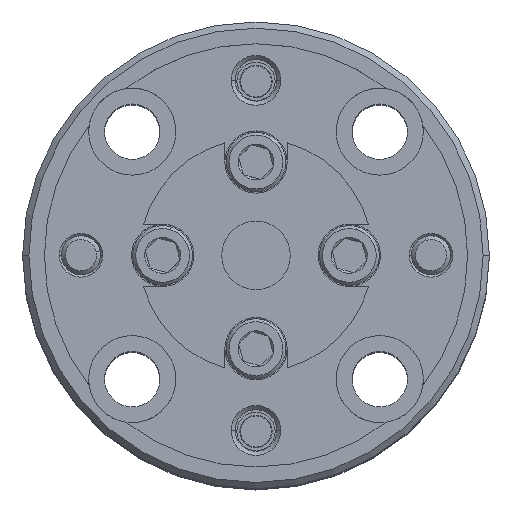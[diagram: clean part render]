
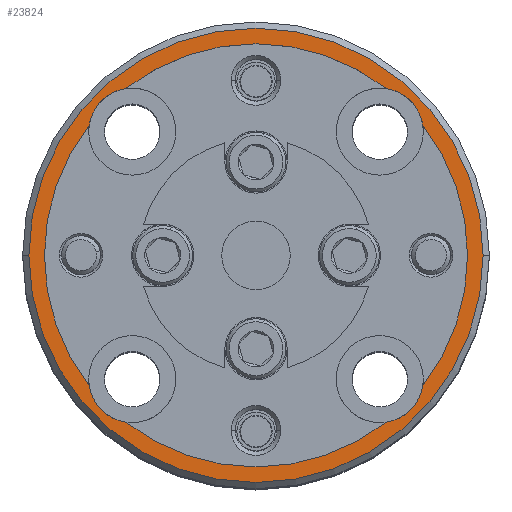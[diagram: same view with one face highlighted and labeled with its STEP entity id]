
A CAD part, top view. The second image highlights one B-rep face of the part: STEP entity #23824.
In plain terms, the highlighted planar face has unit normal (0, 0, 1).
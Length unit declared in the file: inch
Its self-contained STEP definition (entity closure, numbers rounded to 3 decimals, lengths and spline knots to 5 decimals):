
#600 = ORIENTED_EDGE ( 'NONE', *, *, #7054, .F. ) ;
#907 = VERTEX_POINT ( 'NONE', #8753 ) ;
#1075 = AXIS2_PLACEMENT_3D ( 'NONE', #19722, #21235, #2613 ) ;
#1373 = CARTESIAN_POINT ( 'NONE',  ( -2.26185, 0.28618, 1.58753 ) ) ;
#1888 = FACE_OUTER_BOUND ( 'NONE', #10580, .T. ) ;
#2024 = VERTEX_POINT ( 'NONE', #11026 ) ;
#2192 = CIRCLE ( 'NONE', #16143, 0.34 ) ;
#2288 = DIRECTION ( 'NONE',  ( 0., 0., 1. ) ) ;
#2298 = CARTESIAN_POINT ( 'NONE',  ( -1.62872, 0.49524, 1.58753 ) ) ;
#2482 = ORIENTED_EDGE ( 'NONE', *, *, #11934, .F. ) ;
#2502 = CARTESIAN_POINT ( 'NONE',  ( -2.20278, 0.22711, 1.58753 ) ) ;
#2613 = DIRECTION ( 'NONE',  ( 1., 0., 0. ) ) ;
#2823 = VERTEX_POINT ( 'NONE', #17843 ) ;
#2996 = CARTESIAN_POINT ( 'NONE',  ( -1.79485, 0.29637, 1.58753 ) ) ;
#3476 = AXIS2_PLACEMENT_3D ( 'NONE', #7963, #22743, #24756 ) ;
#4080 = CIRCLE ( 'NONE', #20841, 0.07 ) ;
#4373 = CARTESIAN_POINT ( 'NONE',  ( -2.20278, 0.76337, 1.58753 ) ) ;
#4412 = CARTESIAN_POINT ( 'NONE',  ( -1.99372, 0.49524, 1.58753 ) ) ;
#4654 = AXIS2_PLACEMENT_3D ( 'NONE', #19770, #6201, #18008 ) ;
#5168 = CARTESIAN_POINT ( 'NONE',  ( -1.65372, 0.49524, 1.58753 ) ) ;
#5440 = VERTEX_POINT ( 'NONE', #22859 ) ;
#5506 = CARTESIAN_POINT ( 'NONE',  ( -1.79485, 0.69412, 1.58753 ) ) ;
#5818 = DIRECTION ( 'NONE',  ( 1., 0., 0. ) ) ;
#6201 = DIRECTION ( 'NONE',  ( 0., 0., 1. ) ) ;
#6241 = VERTEX_POINT ( 'NONE', #5168 ) ;
#6315 = DIRECTION ( 'NONE',  ( 1., 0., 0. ) ) ;
#6467 = ORIENTED_EDGE ( 'NONE', *, *, #21344, .F. ) ;
#6522 = VERTEX_POINT ( 'NONE', #1373 ) ;
#6557 = DIRECTION ( 'NONE',  ( 1., 0., 0. ) ) ;
#6696 = CARTESIAN_POINT ( 'NONE',  ( -2.1926, 0.69412, 1.58753 ) ) ;
#7054 = EDGE_CURVE ( 'NONE', #907, #2024, #12011, .T. ) ;
#7277 = CARTESIAN_POINT ( 'NONE',  ( -2.35872, 0.49524, 1.58753 ) ) ;
#7300 = CIRCLE ( 'NONE', #22857, 0.34 ) ;
#7680 = CARTESIAN_POINT ( 'NONE',  ( -1.99372, 0.49524, 1.58753 ) ) ;
#7854 = CIRCLE ( 'NONE', #4654, 0.34 ) ;
#7862 = DIRECTION ( 'NONE',  ( 0., 0., 1. ) ) ;
#7963 = CARTESIAN_POINT ( 'NONE',  ( -1.99372, 0.49524, 1.58753 ) ) ;
#8088 = AXIS2_PLACEMENT_3D ( 'NONE', #4412, #23635, #6315 ) ;
#8201 = DIRECTION ( 'NONE',  ( 1., 0., 0. ) ) ;
#8221 = CARTESIAN_POINT ( 'NONE',  ( -1.78466, 0.76337, 1.58753 ) ) ;
#8753 = CARTESIAN_POINT ( 'NONE',  ( -1.78466, 0.22711, 1.58753 ) ) ;
#9379 = ORIENTED_EDGE ( 'NONE', *, *, #15471, .F. ) ;
#9406 = AXIS2_PLACEMENT_3D ( 'NONE', #23338, #7862, #9495 ) ;
#9482 = DIRECTION ( 'NONE',  ( 0., 0., 1. ) ) ;
#9495 = DIRECTION ( 'NONE',  ( 1., 0., 0. ) ) ;
#9651 = VERTEX_POINT ( 'NONE', #7277 ) ;
#10580 = EDGE_LOOP ( 'NONE', ( #19938, #12636 ) ) ;
#11026 = CARTESIAN_POINT ( 'NONE',  ( -1.72559, 0.28618, 1.58753 ) ) ;
#11656 = VERTEX_POINT ( 'NONE', #2502 ) ;
#11699 = EDGE_CURVE ( 'NONE', #6241, #2823, #22217, .T. ) ;
#11866 = DIRECTION ( 'NONE',  ( 1., 0., 0. ) ) ;
#11934 = EDGE_CURVE ( 'NONE', #2823, #20820, #13124, .T. ) ;
#12011 = CIRCLE ( 'NONE', #15191, 0.07 ) ;
#12636 = ORIENTED_EDGE ( 'NONE', *, *, #22751, .T. ) ;
#12844 = AXIS2_PLACEMENT_3D ( 'NONE', #14025, #17867, #15636 ) ;
#13124 = CIRCLE ( 'NONE', #24693, 0.07 ) ;
#13410 = CIRCLE ( 'NONE', #9406, 0.365 ) ;
#13428 = AXIS2_PLACEMENT_3D ( 'NONE', #21673, #15931, #8201 ) ;
#13531 = ORIENTED_EDGE ( 'NONE', *, *, #23234, .F. ) ;
#13605 = DIRECTION ( 'NONE',  ( 0., 0., 1. ) ) ;
#14025 = CARTESIAN_POINT ( 'NONE',  ( -2.1926, 0.29637, 1.58753 ) ) ;
#14261 = CARTESIAN_POINT ( 'NONE',  ( -1.99372, 0.49524, 1.58753 ) ) ;
#14447 = ORIENTED_EDGE ( 'NONE', *, *, #11699, .F. ) ;
#14476 = VERTEX_POINT ( 'NONE', #2298 ) ;
#14718 = VERTEX_POINT ( 'NONE', #4373 ) ;
#14890 = CIRCLE ( 'NONE', #8088, 0.34 ) ;
#15191 = AXIS2_PLACEMENT_3D ( 'NONE', #2996, #16753, #16368 ) ;
#15471 = EDGE_CURVE ( 'NONE', #6522, #11656, #19577, .T. ) ;
#15636 = DIRECTION ( 'NONE',  ( 1., 0., 0. ) ) ;
#15931 = DIRECTION ( 'NONE',  ( 0., 0., 1. ) ) ;
#16143 = AXIS2_PLACEMENT_3D ( 'NONE', #7680, #22900, #5818 ) ;
#16368 = DIRECTION ( 'NONE',  ( 1., 0., 0. ) ) ;
#16705 = EDGE_LOOP ( 'NONE', ( #23168, #18960, #2482, #14447, #6467, #600, #13531, #9379, #23710 ) ) ;
#16753 = DIRECTION ( 'NONE',  ( 0., 0., 1. ) ) ;
#17112 = FACE_BOUND ( 'NONE', #16705, .T. ) ;
#17445 = EDGE_CURVE ( 'NONE', #5440, #6522, #14890, .T. ) ;
#17843 = CARTESIAN_POINT ( 'NONE',  ( -1.72559, 0.7043, 1.58753 ) ) ;
#17867 = DIRECTION ( 'NONE',  ( 0., 0., 1. ) ) ;
#18008 = DIRECTION ( 'NONE',  ( 1., 0., 0. ) ) ;
#18400 = EDGE_CURVE ( 'NONE', #14718, #5440, #4080, .T. ) ;
#18643 = EDGE_CURVE ( 'NONE', #20820, #14718, #7300, .T. ) ;
#18960 = ORIENTED_EDGE ( 'NONE', *, *, #18643, .F. ) ;
#19438 = PLANE ( 'NONE',  #3476 ) ;
#19577 = CIRCLE ( 'NONE', #12844, 0.07 ) ;
#19722 = CARTESIAN_POINT ( 'NONE',  ( -1.99372, 0.49524, 1.58753 ) ) ;
#19770 = CARTESIAN_POINT ( 'NONE',  ( -1.99372, 0.49524, 1.58753 ) ) ;
#19938 = ORIENTED_EDGE ( 'NONE', *, *, #22155, .T. ) ;
#20820 = VERTEX_POINT ( 'NONE', #8221 ) ;
#20841 = AXIS2_PLACEMENT_3D ( 'NONE', #6696, #13605, #11866 ) ;
#21235 = DIRECTION ( 'NONE',  ( 0., 0., 1. ) ) ;
#21344 = EDGE_CURVE ( 'NONE', #2024, #6241, #2192, .T. ) ;
#21673 = CARTESIAN_POINT ( 'NONE',  ( -1.99372, 0.49524, 1.58753 ) ) ;
#21774 = CIRCLE ( 'NONE', #13428, 0.365 ) ;
#22155 = EDGE_CURVE ( 'NONE', #9651, #14476, #13410, .T. ) ;
#22217 = CIRCLE ( 'NONE', #1075, 0.34 ) ;
#22743 = DIRECTION ( 'NONE',  ( 0., 0., 1. ) ) ;
#22751 = EDGE_CURVE ( 'NONE', #14476, #9651, #21774, .T. ) ;
#22857 = AXIS2_PLACEMENT_3D ( 'NONE', #14261, #2288, #6557 ) ;
#22859 = CARTESIAN_POINT ( 'NONE',  ( -2.26185, 0.7043, 1.58753 ) ) ;
#22900 = DIRECTION ( 'NONE',  ( 0., 0., 1. ) ) ;
#23168 = ORIENTED_EDGE ( 'NONE', *, *, #18400, .F. ) ;
#23234 = EDGE_CURVE ( 'NONE', #11656, #907, #7854, .T. ) ;
#23338 = CARTESIAN_POINT ( 'NONE',  ( -1.99372, 0.49524, 1.58753 ) ) ;
#23635 = DIRECTION ( 'NONE',  ( 0., 0., 1. ) ) ;
#23710 = ORIENTED_EDGE ( 'NONE', *, *, #17445, .F. ) ;
#23824 = ADVANCED_FACE ( 'NONE', ( #17112, #1888 ), #19438, .T. ) ;
#24479 = DIRECTION ( 'NONE',  ( 1., 0., 0. ) ) ;
#24693 = AXIS2_PLACEMENT_3D ( 'NONE', #5506, #9482, #24479 ) ;
#24756 = DIRECTION ( 'NONE',  ( 1., 0., 0. ) ) ;
